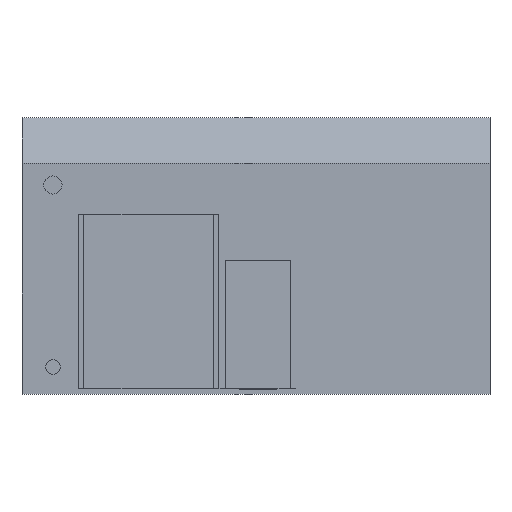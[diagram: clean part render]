
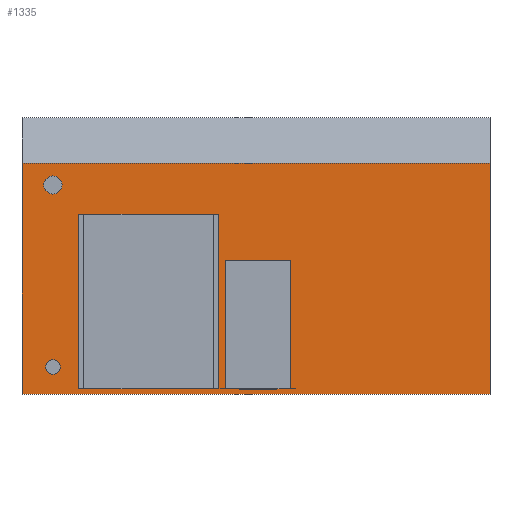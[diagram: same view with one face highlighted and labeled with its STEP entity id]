
A CAD part, front view. The second image highlights one B-rep face of the part: STEP entity #1335.
In plain terms, the highlighted planar face has unit normal (0, -1, 0).
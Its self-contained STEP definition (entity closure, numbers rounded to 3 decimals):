
#18=CIRCLE('',#1418,25.);
#19=CIRCLE('',#1419,25.);
#22=CIRCLE('',#1424,20.);
#23=CIRCLE('',#1425,20.);
#27=FACE_BOUND('',#152,.T.);
#28=FACE_BOUND('',#153,.T.);
#29=FACE_BOUND('',#154,.T.);
#30=FACE_BOUND('',#155,.T.);
#75=FACE_OUTER_BOUND('',#151,.T.);
#151=EDGE_LOOP('',(#1031,#1032,#1033,#1034));
#152=EDGE_LOOP('',(#1035,#1036,#1037,#1038,#1039,#1040,#1041,#1042));
#153=EDGE_LOOP('',(#1043,#1044));
#154=EDGE_LOOP('',(#1045,#1046));
#155=EDGE_LOOP('',(#1047,#1048,#1049,#1050));
#210=LINE('',#1854,#386);
#214=LINE('',#1862,#390);
#219=LINE('',#1872,#395);
#222=LINE('',#1878,#398);
#225=LINE('',#1884,#401);
#227=LINE('',#1887,#403);
#242=LINE('',#1919,#418);
#244=LINE('',#1922,#420);
#250=LINE('',#1953,#426);
#252=LINE('',#1959,#428);
#269=LINE('',#1991,#445);
#270=LINE('',#1993,#446);
#287=LINE('',#2029,#463);
#291=LINE('',#2037,#467);
#294=LINE('',#2043,#470);
#295=LINE('',#2044,#471);
#386=VECTOR('',#1507,10.);
#390=VECTOR('',#1513,10.);
#395=VECTOR('',#1520,10.);
#398=VECTOR('',#1525,10.);
#401=VECTOR('',#1530,10.);
#403=VECTOR('',#1534,10.);
#418=VECTOR('',#1563,10.);
#420=VECTOR('',#1567,10.);
#426=VECTOR('',#1599,10.);
#428=VECTOR('',#1603,10.);
#445=VECTOR('',#1632,10.);
#446=VECTOR('',#1635,10.);
#463=VECTOR('',#1658,10.);
#467=VECTOR('',#1664,10.);
#470=VECTOR('',#1669,10.);
#471=VECTOR('',#1670,10.);
#557=VERTEX_POINT('',#1850);
#559=VERTEX_POINT('',#1853);
#562=VERTEX_POINT('',#1861);
#564=VERTEX_POINT('',#1866);
#566=VERTEX_POINT('',#1870);
#568=VERTEX_POINT('',#1876);
#570=VERTEX_POINT('',#1882);
#580=VERTEX_POINT('',#1918);
#583=VERTEX_POINT('',#1928);
#584=VERTEX_POINT('',#1930);
#587=VERTEX_POINT('',#1939);
#588=VERTEX_POINT('',#1941);
#590=VERTEX_POINT('',#1947);
#592=VERTEX_POINT('',#1951);
#593=VERTEX_POINT('',#1955);
#595=VERTEX_POINT('',#1958);
#619=VERTEX_POINT('',#2026);
#620=VERTEX_POINT('',#2028);
#623=VERTEX_POINT('',#2036);
#625=VERTEX_POINT('',#2042);
#686=EDGE_CURVE('',#557,#559,#210,.T.);
#690=EDGE_CURVE('',#562,#559,#214,.T.);
#695=EDGE_CURVE('',#564,#566,#219,.T.);
#698=EDGE_CURVE('',#566,#568,#222,.T.);
#701=EDGE_CURVE('',#568,#570,#225,.T.);
#703=EDGE_CURVE('',#557,#564,#227,.T.);
#718=EDGE_CURVE('',#580,#562,#242,.T.);
#720=EDGE_CURVE('',#570,#580,#244,.T.);
#724=EDGE_CURVE('',#584,#583,#18,.T.);
#725=EDGE_CURVE('',#583,#584,#19,.T.);
#729=EDGE_CURVE('',#588,#587,#22,.T.);
#730=EDGE_CURVE('',#587,#588,#23,.T.);
#734=EDGE_CURVE('',#590,#592,#250,.T.);
#736=EDGE_CURVE('',#595,#593,#252,.T.);
#753=EDGE_CURVE('',#593,#590,#269,.T.);
#754=EDGE_CURVE('',#592,#595,#270,.T.);
#771=EDGE_CURVE('',#619,#620,#287,.T.);
#775=EDGE_CURVE('',#623,#619,#291,.T.);
#778=EDGE_CURVE('',#625,#620,#294,.T.);
#779=EDGE_CURVE('',#623,#625,#295,.T.);
#1031=ORIENTED_EDGE('',*,*,#778,.T.);
#1032=ORIENTED_EDGE('',*,*,#771,.F.);
#1033=ORIENTED_EDGE('',*,*,#775,.F.);
#1034=ORIENTED_EDGE('',*,*,#779,.T.);
#1035=ORIENTED_EDGE('',*,*,#718,.T.);
#1036=ORIENTED_EDGE('',*,*,#690,.T.);
#1037=ORIENTED_EDGE('',*,*,#686,.F.);
#1038=ORIENTED_EDGE('',*,*,#703,.T.);
#1039=ORIENTED_EDGE('',*,*,#695,.T.);
#1040=ORIENTED_EDGE('',*,*,#698,.T.);
#1041=ORIENTED_EDGE('',*,*,#701,.T.);
#1042=ORIENTED_EDGE('',*,*,#720,.T.);
#1043=ORIENTED_EDGE('',*,*,#724,.T.);
#1044=ORIENTED_EDGE('',*,*,#725,.T.);
#1045=ORIENTED_EDGE('',*,*,#729,.T.);
#1046=ORIENTED_EDGE('',*,*,#730,.T.);
#1047=ORIENTED_EDGE('',*,*,#736,.T.);
#1048=ORIENTED_EDGE('',*,*,#753,.T.);
#1049=ORIENTED_EDGE('',*,*,#734,.T.);
#1050=ORIENTED_EDGE('',*,*,#754,.T.);
#1260=PLANE('',#1440);
#1335=ADVANCED_FACE('',(#75,#27,#28,#29,#30),#1260,.T.);
#1418=AXIS2_PLACEMENT_3D('',#1931,#1575,#1576);
#1419=AXIS2_PLACEMENT_3D('',#1932,#1577,#1578);
#1424=AXIS2_PLACEMENT_3D('',#1942,#1588,#1589);
#1425=AXIS2_PLACEMENT_3D('',#1943,#1590,#1591);
#1440=AXIS2_PLACEMENT_3D('',#2041,#1667,#1668);
#1507=DIRECTION('',(0.,0.,-1.));
#1513=DIRECTION('',(1.,0.,0.));
#1520=DIRECTION('',(0.,0.,-1.));
#1525=DIRECTION('',(1.,0.,0.));
#1530=DIRECTION('',(0.,0.,-1.));
#1534=DIRECTION('',(1.,0.,0.));
#1563=DIRECTION('',(0.,0.,1.));
#1567=DIRECTION('',(-1.,0.,0.));
#1575=DIRECTION('center_axis',(0.,1.,0.));
#1576=DIRECTION('ref_axis',(1.,0.,0.));
#1577=DIRECTION('center_axis',(0.,1.,0.));
#1578=DIRECTION('ref_axis',(1.,0.,0.));
#1588=DIRECTION('center_axis',(0.,1.,0.));
#1589=DIRECTION('ref_axis',(1.,0.,0.));
#1590=DIRECTION('center_axis',(0.,1.,0.));
#1591=DIRECTION('ref_axis',(1.,0.,0.));
#1599=DIRECTION('',(0.,0.,1.));
#1603=DIRECTION('',(0.,0.,-1.));
#1632=DIRECTION('',(-1.,0.,0.));
#1635=DIRECTION('',(1.,0.,0.));
#1658=DIRECTION('',(0.,0.,-1.));
#1664=DIRECTION('',(1.,0.,0.));
#1667=DIRECTION('center_axis',(0.,-1.,0.));
#1668=DIRECTION('ref_axis',(0.,0.,-1.));
#1669=DIRECTION('',(1.,0.,0.));
#1670=DIRECTION('',(0.,0.,-1.));
#1850=CARTESIAN_POINT('',(558.,0.,-12.));
#1853=CARTESIAN_POINT('',(558.,0.,-364.));
#1854=CARTESIAN_POINT('',(558.,0.,-12.));
#1861=CARTESIAN_POINT('',(545.,0.,-364.));
#1862=CARTESIAN_POINT('',(750.,0.,-364.));
#1866=CARTESIAN_POINT('',(737.,0.,-12.));
#1870=CARTESIAN_POINT('',(737.,0.,-364.));
#1872=CARTESIAN_POINT('',(737.,0.,-12.));
#1876=CARTESIAN_POINT('',(750.,0.,-364.));
#1878=CARTESIAN_POINT('',(750.,0.,-364.));
#1882=CARTESIAN_POINT('',(750.,0.,-365.));
#1884=CARTESIAN_POINT('',(750.,0.,-55.5));
#1887=CARTESIAN_POINT('',(323.75,0.,-12.));
#1918=CARTESIAN_POINT('',(545.,0.,-365.));
#1919=CARTESIAN_POINT('',(545.,0.,-55.5));
#1922=CARTESIAN_POINT('',(323.75,0.,-365.));
#1928=CARTESIAN_POINT('',(60.,0.,195.));
#1930=CARTESIAN_POINT('',(110.,0.,195.));
#1931=CARTESIAN_POINT('Origin',(85.,0.,195.));
#1932=CARTESIAN_POINT('Origin',(85.,0.,195.));
#1939=CARTESIAN_POINT('',(65.,0.,-305.));
#1941=CARTESIAN_POINT('',(105.,0.,-305.));
#1942=CARTESIAN_POINT('Origin',(85.,0.,-305.));
#1943=CARTESIAN_POINT('Origin',(85.,0.,-305.));
#1947=CARTESIAN_POINT('',(155.,0.,-365.));
#1951=CARTESIAN_POINT('',(155.,0.,115.));
#1953=CARTESIAN_POINT('',(155.,0.,-55.5));
#1955=CARTESIAN_POINT('',(540.,0.,-365.));
#1958=CARTESIAN_POINT('',(540.,0.,115.));
#1959=CARTESIAN_POINT('',(540.,0.,-55.5));
#1991=CARTESIAN_POINT('',(173.75,0.,-365.));
#1993=CARTESIAN_POINT('',(173.75,0.,115.));
#2026=CARTESIAN_POINT('',(1285.,0.,254.));
#2028=CARTESIAN_POINT('',(1285.,0.,-380.));
#2029=CARTESIAN_POINT('',(1285.,0.,254.));
#2036=CARTESIAN_POINT('',(0.,0.,254.));
#2037=CARTESIAN_POINT('',(0.,0.,254.));
#2041=CARTESIAN_POINT('Origin',(0.,0.,254.));
#2042=CARTESIAN_POINT('',(0.,0.,-380.));
#2043=CARTESIAN_POINT('',(0.,0.,-380.));
#2044=CARTESIAN_POINT('',(0.,0.,254.));
